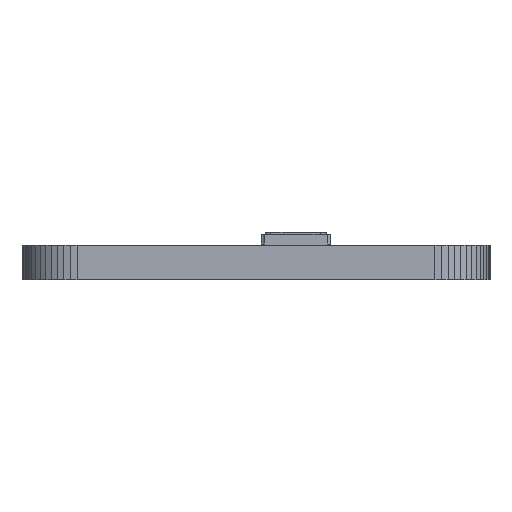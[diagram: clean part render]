
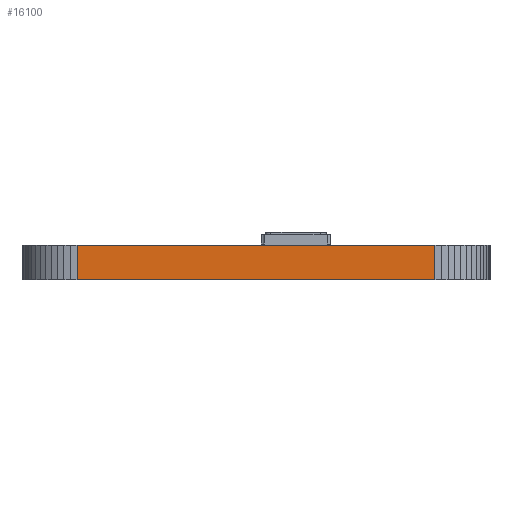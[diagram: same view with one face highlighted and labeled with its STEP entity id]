
A CAD part, left-side view. The second image highlights one B-rep face of the part: STEP entity #16100.
In plain terms, the highlighted planar face has unit normal (-1, 0, 0).
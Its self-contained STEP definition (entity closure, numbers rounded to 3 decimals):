
#11841 = PLANE('',#11842);
#11842 = AXIS2_PLACEMENT_3D('',#11843,#11844,#11845);
#11843 = CARTESIAN_POINT('',(148.501,-105.004,1.6));
#11844 = DIRECTION('',(-0.,-0.,-1.));
#11845 = DIRECTION('',(-1.,0.,0.));
#11895 = PLANE('',#11896);
#11896 = AXIS2_PLACEMENT_3D('',#11897,#11898,#11899);
#11897 = CARTESIAN_POINT('',(148.501,-105.004,0.));
#11898 = DIRECTION('',(-0.,-0.,-1.));
#11899 = DIRECTION('',(-1.,0.,0.));
#13096 = VERTEX_POINT('',#13097);
#13097 = CARTESIAN_POINT('',(133.261,-113.259,0.));
#13111 = PLANE('',#13112);
#13112 = AXIS2_PLACEMENT_3D('',#13113,#13114,#13115);
#13113 = CARTESIAN_POINT('',(133.28,-113.565,0.));
#13114 = DIRECTION('',(-0.998,-0.06,0.));
#13115 = DIRECTION('',(-0.06,0.998,0.));
#13123 = EDGE_CURVE('',#13096,#13124,#13126,.T.);
#13124 = VERTEX_POINT('',#13125);
#13125 = CARTESIAN_POINT('',(133.261,-96.749,0.));
#13126 = SURFACE_CURVE('',#13127,(#13131,#13138),.PCURVE_S1.);
#13127 = LINE('',#13128,#13129);
#13128 = CARTESIAN_POINT('',(133.261,-113.259,0.));
#13129 = VECTOR('',#13130,1.);
#13130 = DIRECTION('',(0.,1.,0.));
#13131 = PCURVE('',#11895,#13132);
#13132 = DEFINITIONAL_REPRESENTATION('',(#13133),#13137);
#13133 = LINE('',#13134,#13135);
#13134 = CARTESIAN_POINT('',(15.24,-8.255));
#13135 = VECTOR('',#13136,1.);
#13136 = DIRECTION('',(0.,1.));
#13137 = ( GEOMETRIC_REPRESENTATION_CONTEXT(2)
PARAMETRIC_REPRESENTATION_CONTEXT() REPRESENTATION_CONTEXT('2D SPACE',''
  ) );
#13138 = PCURVE('',#13139,#13144);
#13139 = PLANE('',#13140);
#13140 = AXIS2_PLACEMENT_3D('',#13141,#13142,#13143);
#13141 = CARTESIAN_POINT('',(133.261,-113.259,0.));
#13142 = DIRECTION('',(-1.,0.,0.));
#13143 = DIRECTION('',(0.,1.,0.));
#13144 = DEFINITIONAL_REPRESENTATION('',(#13145),#13149);
#13145 = LINE('',#13146,#13147);
#13146 = CARTESIAN_POINT('',(0.,0.));
#13147 = VECTOR('',#13148,1.);
#13148 = DIRECTION('',(1.,0.));
#13149 = ( GEOMETRIC_REPRESENTATION_CONTEXT(2)
PARAMETRIC_REPRESENTATION_CONTEXT() REPRESENTATION_CONTEXT('2D SPACE',''
  ) );
#13167 = PLANE('',#13168);
#13168 = AXIS2_PLACEMENT_3D('',#13169,#13170,#13171);
#13169 = CARTESIAN_POINT('',(133.261,-96.749,0.));
#13170 = DIRECTION('',(-0.998,0.06,0.));
#13171 = DIRECTION('',(0.06,0.998,0.));
#14709 = VERTEX_POINT('',#14710);
#14710 = CARTESIAN_POINT('',(133.261,-113.259,1.6));
#14731 = EDGE_CURVE('',#14709,#14732,#14734,.T.);
#14732 = VERTEX_POINT('',#14733);
#14733 = CARTESIAN_POINT('',(133.261,-96.749,1.6));
#14734 = SURFACE_CURVE('',#14735,(#14739,#14746),.PCURVE_S1.);
#14735 = LINE('',#14736,#14737);
#14736 = CARTESIAN_POINT('',(133.261,-113.259,1.6));
#14737 = VECTOR('',#14738,1.);
#14738 = DIRECTION('',(0.,1.,0.));
#14739 = PCURVE('',#11841,#14740);
#14740 = DEFINITIONAL_REPRESENTATION('',(#14741),#14745);
#14741 = LINE('',#14742,#14743);
#14742 = CARTESIAN_POINT('',(15.24,-8.255));
#14743 = VECTOR('',#14744,1.);
#14744 = DIRECTION('',(0.,1.));
#14745 = ( GEOMETRIC_REPRESENTATION_CONTEXT(2)
PARAMETRIC_REPRESENTATION_CONTEXT() REPRESENTATION_CONTEXT('2D SPACE',''
  ) );
#14746 = PCURVE('',#13139,#14747);
#14747 = DEFINITIONAL_REPRESENTATION('',(#14748),#14752);
#14748 = LINE('',#14749,#14750);
#14749 = CARTESIAN_POINT('',(0.,-1.6));
#14750 = VECTOR('',#14751,1.);
#14751 = DIRECTION('',(1.,0.));
#14752 = ( GEOMETRIC_REPRESENTATION_CONTEXT(2)
PARAMETRIC_REPRESENTATION_CONTEXT() REPRESENTATION_CONTEXT('2D SPACE',''
  ) );
#16050 = EDGE_CURVE('',#13124,#14732,#16051,.T.);
#16051 = SURFACE_CURVE('',#16052,(#16056,#16063),.PCURVE_S1.);
#16052 = LINE('',#16053,#16054);
#16053 = CARTESIAN_POINT('',(133.261,-96.749,0.));
#16054 = VECTOR('',#16055,1.);
#16055 = DIRECTION('',(0.,0.,1.));
#16056 = PCURVE('',#13167,#16057);
#16057 = DEFINITIONAL_REPRESENTATION('',(#16058),#16062);
#16058 = LINE('',#16059,#16060);
#16059 = CARTESIAN_POINT('',(0.,0.));
#16060 = VECTOR('',#16061,1.);
#16061 = DIRECTION('',(0.,-1.));
#16062 = ( GEOMETRIC_REPRESENTATION_CONTEXT(2)
PARAMETRIC_REPRESENTATION_CONTEXT() REPRESENTATION_CONTEXT('2D SPACE',''
  ) );
#16063 = PCURVE('',#13139,#16064);
#16064 = DEFINITIONAL_REPRESENTATION('',(#16065),#16069);
#16065 = LINE('',#16066,#16067);
#16066 = CARTESIAN_POINT('',(16.51,0.));
#16067 = VECTOR('',#16068,1.);
#16068 = DIRECTION('',(0.,-1.));
#16069 = ( GEOMETRIC_REPRESENTATION_CONTEXT(2)
PARAMETRIC_REPRESENTATION_CONTEXT() REPRESENTATION_CONTEXT('2D SPACE',''
  ) );
#16100 = ADVANCED_FACE('',(#16101),#13139,.T.);
#16101 = FACE_BOUND('',#16102,.T.);
#16102 = EDGE_LOOP('',(#16103,#16124,#16125,#16126));
#16103 = ORIENTED_EDGE('',*,*,#16104,.T.);
#16104 = EDGE_CURVE('',#13096,#14709,#16105,.T.);
#16105 = SURFACE_CURVE('',#16106,(#16110,#16117),.PCURVE_S1.);
#16106 = LINE('',#16107,#16108);
#16107 = CARTESIAN_POINT('',(133.261,-113.259,0.));
#16108 = VECTOR('',#16109,1.);
#16109 = DIRECTION('',(0.,0.,1.));
#16110 = PCURVE('',#13139,#16111);
#16111 = DEFINITIONAL_REPRESENTATION('',(#16112),#16116);
#16112 = LINE('',#16113,#16114);
#16113 = CARTESIAN_POINT('',(0.,0.));
#16114 = VECTOR('',#16115,1.);
#16115 = DIRECTION('',(0.,-1.));
#16116 = ( GEOMETRIC_REPRESENTATION_CONTEXT(2)
PARAMETRIC_REPRESENTATION_CONTEXT() REPRESENTATION_CONTEXT('2D SPACE',''
  ) );
#16117 = PCURVE('',#13111,#16118);
#16118 = DEFINITIONAL_REPRESENTATION('',(#16119),#16123);
#16119 = LINE('',#16120,#16121);
#16120 = CARTESIAN_POINT('',(0.307,0.));
#16121 = VECTOR('',#16122,1.);
#16122 = DIRECTION('',(0.,-1.));
#16123 = ( GEOMETRIC_REPRESENTATION_CONTEXT(2)
PARAMETRIC_REPRESENTATION_CONTEXT() REPRESENTATION_CONTEXT('2D SPACE',''
  ) );
#16124 = ORIENTED_EDGE('',*,*,#14731,.T.);
#16125 = ORIENTED_EDGE('',*,*,#16050,.F.);
#16126 = ORIENTED_EDGE('',*,*,#13123,.F.);
